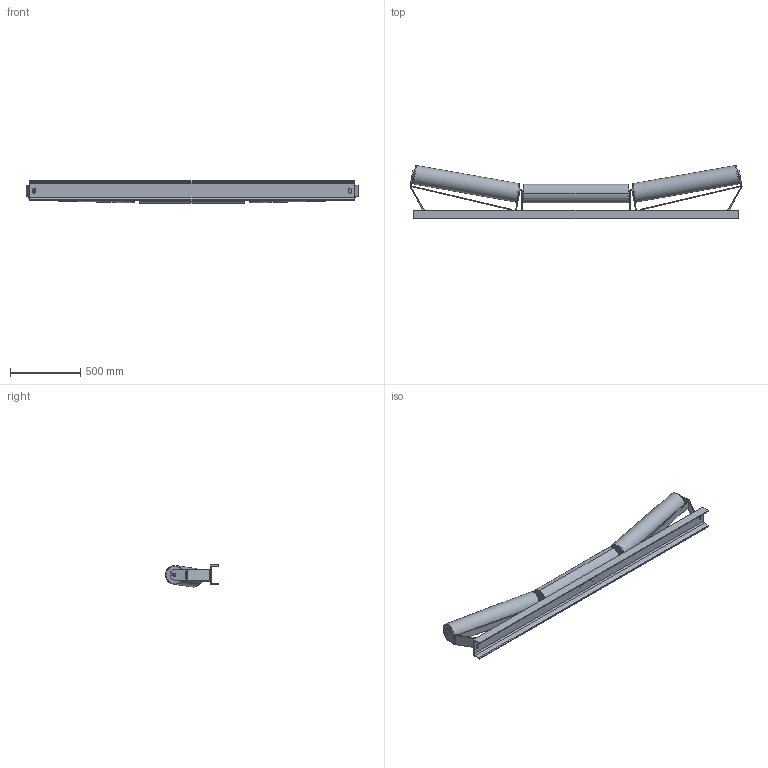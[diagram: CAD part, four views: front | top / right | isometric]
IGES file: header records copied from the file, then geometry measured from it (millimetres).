
Start section: SolidWorks IGES file using analytic representation for surfaces
Global section: file name: Support SRLM 53301 E167 UPN140 B2000 10° axe Ø20 Rouleau Ø133 avec pincement.igs; native system: SolidWorks 2019; preprocessor: SolidWorks 2019; author: guillaume; date: 211022.121853; units: millimetre
Bounding box: 2355.58 x 376.22 x 156.5 mm (x, y, z)
Volume: 5550488.7 mm3; surface area: 3575150.7 mm2
Topology: 7 solids, 13 shells, 302 faces, 745 edges, 482 vertices
Faces by surface type: plane 205, revolution 80, bspline 17
